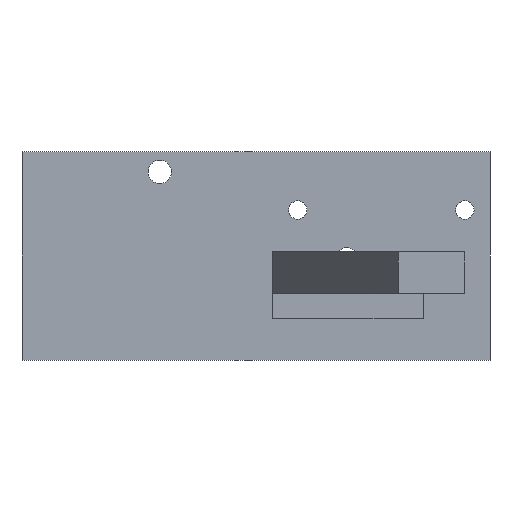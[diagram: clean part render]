
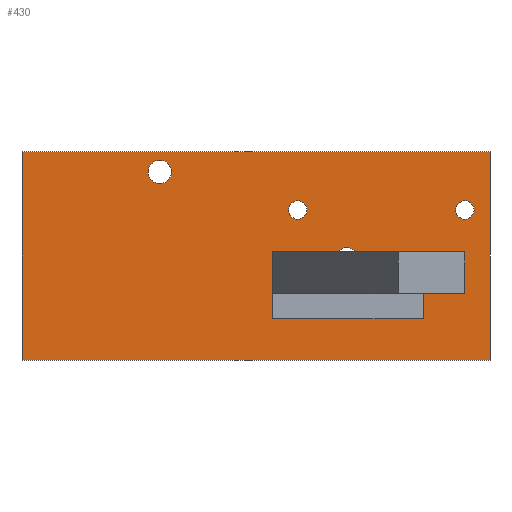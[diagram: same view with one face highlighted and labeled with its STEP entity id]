
A CAD part, front view. The second image highlights one B-rep face of the part: STEP entity #430.
In plain terms, the highlighted planar face has unit normal (0, -1, 0).
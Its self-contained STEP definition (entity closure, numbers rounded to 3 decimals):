
#15=FACE_BOUND('',#68,.T.);
#16=FACE_BOUND('',#69,.T.);
#17=FACE_BOUND('',#70,.T.);
#18=FACE_BOUND('',#71,.T.);
#25=PLANE('',#458);
#45=FACE_OUTER_BOUND('',#67,.T.);
#67=EDGE_LOOP('',(#316,#317,#318,#319));
#68=EDGE_LOOP('',(#320));
#69=EDGE_LOOP('',(#321));
#70=EDGE_LOOP('',(#322,#323,#324,#325,#326,#327,#328,#329));
#71=EDGE_LOOP('',(#330));
#101=LINE('',#627,#148);
#102=LINE('',#629,#149);
#103=LINE('',#631,#150);
#104=LINE('',#632,#151);
#105=LINE('',#638,#152);
#106=LINE('',#640,#153);
#107=LINE('',#642,#154);
#108=LINE('',#644,#155);
#109=LINE('',#646,#156);
#110=LINE('',#648,#157);
#111=LINE('',#649,#158);
#148=VECTOR('',#506,10.);
#149=VECTOR('',#507,10.);
#150=VECTOR('',#508,10.);
#151=VECTOR('',#509,10.);
#152=VECTOR('',#514,10.);
#153=VECTOR('',#515,10.);
#154=VECTOR('',#516,10.);
#155=VECTOR('',#517,10.);
#156=VECTOR('',#518,10.);
#157=VECTOR('',#519,10.);
#158=VECTOR('',#520,10.);
#193=CIRCLE('',#455,1.4);
#195=CIRCLE('',#459,1.1);
#196=CIRCLE('',#460,1.1);
#197=CIRCLE('',#461,1.4);
#206=VERTEX_POINT('',#611);
#207=VERTEX_POINT('',#613);
#210=VERTEX_POINT('',#625);
#211=VERTEX_POINT('',#626);
#212=VERTEX_POINT('',#628);
#213=VERTEX_POINT('',#630);
#214=VERTEX_POINT('',#633);
#215=VERTEX_POINT('',#635);
#216=VERTEX_POINT('',#637);
#217=VERTEX_POINT('',#639);
#218=VERTEX_POINT('',#641);
#219=VERTEX_POINT('',#643);
#220=VERTEX_POINT('',#645);
#221=VERTEX_POINT('',#647);
#222=VERTEX_POINT('',#650);
#247=EDGE_CURVE('',#207,#206,#193,.T.);
#252=EDGE_CURVE('',#210,#211,#101,.T.);
#253=EDGE_CURVE('',#212,#210,#102,.T.);
#254=EDGE_CURVE('',#212,#213,#103,.T.);
#255=EDGE_CURVE('',#211,#213,#104,.T.);
#256=EDGE_CURVE('',#214,#214,#195,.T.);
#257=EDGE_CURVE('',#215,#215,#196,.T.);
#258=EDGE_CURVE('',#206,#216,#105,.T.);
#259=EDGE_CURVE('',#217,#216,#106,.T.);
#260=EDGE_CURVE('',#218,#217,#107,.T.);
#261=EDGE_CURVE('',#218,#219,#108,.T.);
#262=EDGE_CURVE('',#219,#220,#109,.T.);
#263=EDGE_CURVE('',#221,#220,#110,.T.);
#264=EDGE_CURVE('',#221,#207,#111,.T.);
#265=EDGE_CURVE('',#222,#222,#197,.T.);
#316=ORIENTED_EDGE('',*,*,#252,.F.);
#317=ORIENTED_EDGE('',*,*,#253,.F.);
#318=ORIENTED_EDGE('',*,*,#254,.T.);
#319=ORIENTED_EDGE('',*,*,#255,.F.);
#320=ORIENTED_EDGE('',*,*,#256,.T.);
#321=ORIENTED_EDGE('',*,*,#257,.T.);
#322=ORIENTED_EDGE('',*,*,#247,.T.);
#323=ORIENTED_EDGE('',*,*,#258,.T.);
#324=ORIENTED_EDGE('',*,*,#259,.F.);
#325=ORIENTED_EDGE('',*,*,#260,.F.);
#326=ORIENTED_EDGE('',*,*,#261,.T.);
#327=ORIENTED_EDGE('',*,*,#262,.T.);
#328=ORIENTED_EDGE('',*,*,#263,.F.);
#329=ORIENTED_EDGE('',*,*,#264,.T.);
#330=ORIENTED_EDGE('',*,*,#265,.T.);
#430=ADVANCED_FACE('',(#45,#15,#16,#17,#18),#25,.T.);
#455=AXIS2_PLACEMENT_3D('',#614,#496,#497);
#458=AXIS2_PLACEMENT_3D('',#624,#504,#505);
#459=AXIS2_PLACEMENT_3D('',#634,#510,#511);
#460=AXIS2_PLACEMENT_3D('',#636,#512,#513);
#461=AXIS2_PLACEMENT_3D('',#651,#521,#522);
#496=DIRECTION('center_axis',(0.,1.,0.));
#497=DIRECTION('ref_axis',(0.,0.,1.));
#504=DIRECTION('center_axis',(0.,-1.,0.));
#505=DIRECTION('ref_axis',(0.,0.,-1.));
#506=DIRECTION('',(1.,0.,0.));
#507=DIRECTION('',(0.,0.,1.));
#508=DIRECTION('',(1.,0.,0.));
#509=DIRECTION('',(0.,0.,-1.));
#510=DIRECTION('center_axis',(0.,1.,0.));
#511=DIRECTION('ref_axis',(-1.,0.,0.));
#512=DIRECTION('center_axis',(0.,1.,0.));
#513=DIRECTION('ref_axis',(-1.,0.,0.));
#514=DIRECTION('',(1.,0.,0.));
#515=DIRECTION('',(0.,0.,1.));
#516=DIRECTION('',(1.,0.,0.));
#517=DIRECTION('',(0.,0.,-1.));
#518=DIRECTION('',(-1.,0.,0.));
#519=DIRECTION('',(0.,0.,-1.));
#520=DIRECTION('',(1.,0.,0.));
#521=DIRECTION('center_axis',(0.,1.,0.));
#522=DIRECTION('ref_axis',(0.,0.,1.));
#611=CARTESIAN_POINT('',(9.949,27.,5.));
#613=CARTESIAN_POINT('',(7.819,27.,5.));
#614=CARTESIAN_POINT('Origin',(8.884,27.,4.091));
#624=CARTESIAN_POINT('Origin',(0.,27.,0.));
#625=CARTESIAN_POINT('',(-30.,27.,17.));
#626=CARTESIAN_POINT('',(26.,27.,17.));
#627=CARTESIAN_POINT('',(0.,27.,17.));
#628=CARTESIAN_POINT('',(-30.,27.,-8.));
#629=CARTESIAN_POINT('',(-30.,27.,17.));
#630=CARTESIAN_POINT('',(26.,27.,-8.));
#631=CARTESIAN_POINT('',(0.,27.,-8.));
#632=CARTESIAN_POINT('',(26.,27.,5.));
#633=CARTESIAN_POINT('',(24.1,27.,10.));
#634=CARTESIAN_POINT('Origin',(23.,27.,10.));
#635=CARTESIAN_POINT('',(4.1,27.,10.));
#636=CARTESIAN_POINT('Origin',(3.,27.,10.));
#637=CARTESIAN_POINT('',(23.,27.,5.));
#638=CARTESIAN_POINT('',(0.,27.,5.));
#639=CARTESIAN_POINT('',(23.,27.,0.));
#640=CARTESIAN_POINT('',(23.,27.,0.));
#641=CARTESIAN_POINT('',(18.,27.,0.));
#642=CARTESIAN_POINT('',(0.,27.,0.));
#643=CARTESIAN_POINT('',(18.,27.,-3.));
#644=CARTESIAN_POINT('',(18.,27.,-0.75));
#645=CARTESIAN_POINT('',(0.,27.,-3.));
#646=CARTESIAN_POINT('',(0.,27.,-3.));
#647=CARTESIAN_POINT('',(0.,27.,5.));
#648=CARTESIAN_POINT('',(0.,27.,-1.75));
#649=CARTESIAN_POINT('',(0.,27.,5.));
#650=CARTESIAN_POINT('',(-13.513,27.,13.155));
#651=CARTESIAN_POINT('Origin',(-13.513,27.,14.555));
